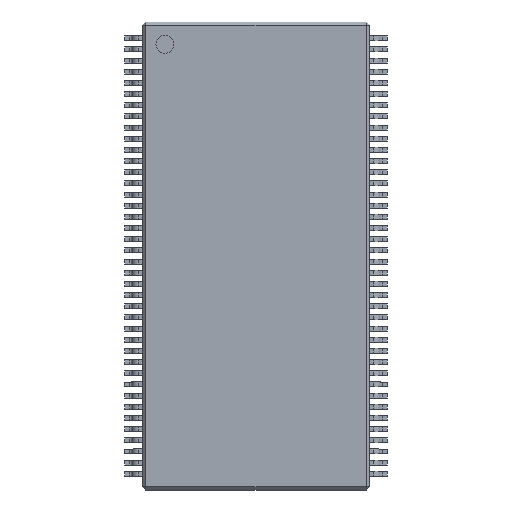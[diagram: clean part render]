
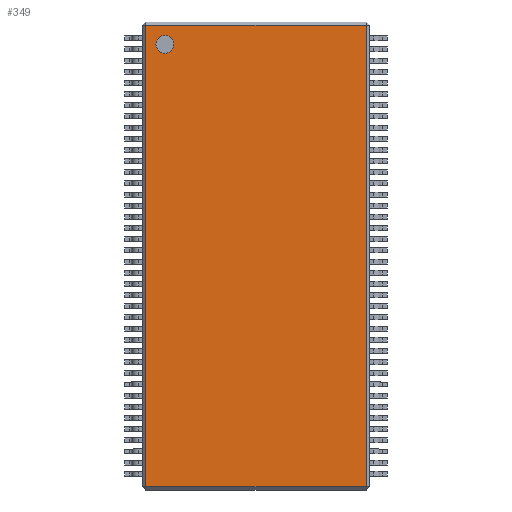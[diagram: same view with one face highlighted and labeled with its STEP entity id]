
A CAD part, top view. The second image highlights one B-rep face of the part: STEP entity #349.
In plain terms, the highlighted planar face has unit normal (0, 0, 1).
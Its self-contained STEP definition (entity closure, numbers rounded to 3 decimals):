
#13=DIRECTION('',(0.,0.,1.));
#14=DIRECTION('',(1.,0.,0.));
#143=VECTOR('',#144,1.);
#144=DIRECTION('',(0.,1.,0.));
#218=VERTEX_POINT('',#219);
#219=CARTESIAN_POINT('',(-4.93,-10.325,1.2));
#227=VERTEX_POINT('',#228);
#228=CARTESIAN_POINT('',(-4.93,10.325,1.2));
#233=ORIENTED_EDGE('',*,*,#234,.F.);
#234=EDGE_CURVE('',#218,#227,#235,.T.);
#235=LINE('',#236,#143);
#236=CARTESIAN_POINT('',(-4.93,-10.475,1.2));
#306=VECTOR('',#14,1.);
#349=ADVANCED_FACE('',(#350,#368),#377,.T.);
#350=FACE_BOUND('',#351,.T.);
#351=EDGE_LOOP('',(#233,#352,#358,#364));
#352=ORIENTED_EDGE('',*,*,#353,.T.);
#353=EDGE_CURVE('',#218,#354,#356,.T.);
#354=VERTEX_POINT('',#355);
#355=CARTESIAN_POINT('',(4.93,-10.325,1.2));
#356=LINE('',#357,#306);
#357=CARTESIAN_POINT('',(-5.08,-10.325,1.2));
#358=ORIENTED_EDGE('',*,*,#359,.T.);
#359=EDGE_CURVE('',#354,#360,#362,.T.);
#360=VERTEX_POINT('',#361);
#361=CARTESIAN_POINT('',(4.93,10.325,1.2));
#362=LINE('',#363,#143);
#363=CARTESIAN_POINT('',(4.93,-10.475,1.2));
#364=ORIENTED_EDGE('',*,*,#365,.F.);
#365=EDGE_CURVE('',#227,#360,#366,.T.);
#366=LINE('',#367,#306);
#367=CARTESIAN_POINT('',(-5.08,10.325,1.2));
#368=FACE_BOUND('',#369,.T.);
#369=EDGE_LOOP('',(#370));
#370=ORIENTED_EDGE('',*,*,#371,.F.);
#371=EDGE_CURVE('',#372,#372,#374,.T.);
#372=VERTEX_POINT('',#373);
#373=CARTESIAN_POINT('',(-3.68,9.475,1.2));
#374=CIRCLE('',#375,0.4);
#375=AXIS2_PLACEMENT_3D('',#376,#13,#14);
#376=CARTESIAN_POINT('',(-4.08,9.475,1.2));
#377=PLANE('',#378);
#378=AXIS2_PLACEMENT_3D('',#379,#13,#14);
#379=CARTESIAN_POINT('',(-5.08,-10.475,1.2));
